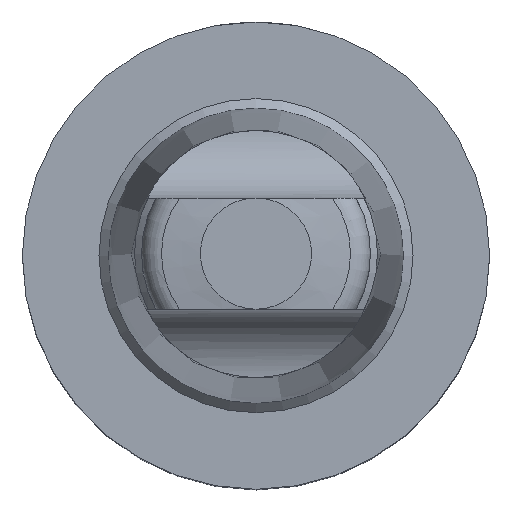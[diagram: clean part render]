
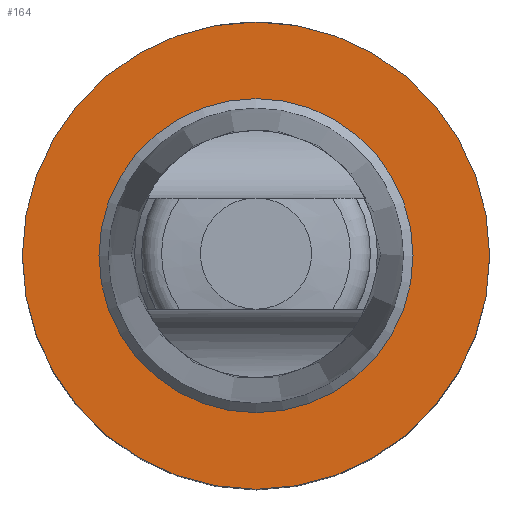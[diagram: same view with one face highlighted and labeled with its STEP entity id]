
A CAD part, top view. The second image highlights one B-rep face of the part: STEP entity #164.
In plain terms, the highlighted planar face has unit normal (0, 0, 1).
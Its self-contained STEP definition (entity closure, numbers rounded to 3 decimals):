
#164=ADVANCED_FACE('240[2]',(#375,#376),#377,.T.);
#175=EDGE_CURVE('240[2]',#390,#390,#391,.T.);
#235=EDGE_CURVE('240[2]',#466,#466,#467,.T.);
#375=FACE_OUTER_BOUND('',#860,.T.);
#376=FACE_BOUND('',#861,.T.);
#377=PLANE('',#862);
#390=VERTEX_POINT('',#899);
#391=CIRCLE('',#900,16.802);
#466=VERTEX_POINT('',#1118);
#467=CIRCLE('',#1119,25.0);
#860=EDGE_LOOP('',(#1264));
#861=EDGE_LOOP('',(#1265));
#862=AXIS2_PLACEMENT_3D('',#1266,#1267,#1268);
#899=CARTESIAN_POINT('',(-16.802,0.,-6.5));
#900=AXIS2_PLACEMENT_3D('',#1278,#1279,#1280);
#1118=CARTESIAN_POINT('',(0.,25.0,-6.5));
#1119=AXIS2_PLACEMENT_3D('',#1381,#1382,#1383);
#1264=ORIENTED_EDGE('',*,*,#235,.F.);
#1265=ORIENTED_EDGE('',*,*,#175,.F.);
#1266=CARTESIAN_POINT('',(0.,12.5,-6.5));
#1267=DIRECTION('',(0.,0.,1.0));
#1268=DIRECTION('',(0.,-1.0,0.));
#1278=CARTESIAN_POINT('',(0.,0.,-6.5));
#1279=DIRECTION('',(0.,0.,1.0));
#1280=DIRECTION('',(1.0,0.,0.));
#1381=CARTESIAN_POINT('',(0.,0.,-6.5));
#1382=DIRECTION('',(0.,0.,-1.0));
#1383=DIRECTION('',(0.,1.0,0.));
